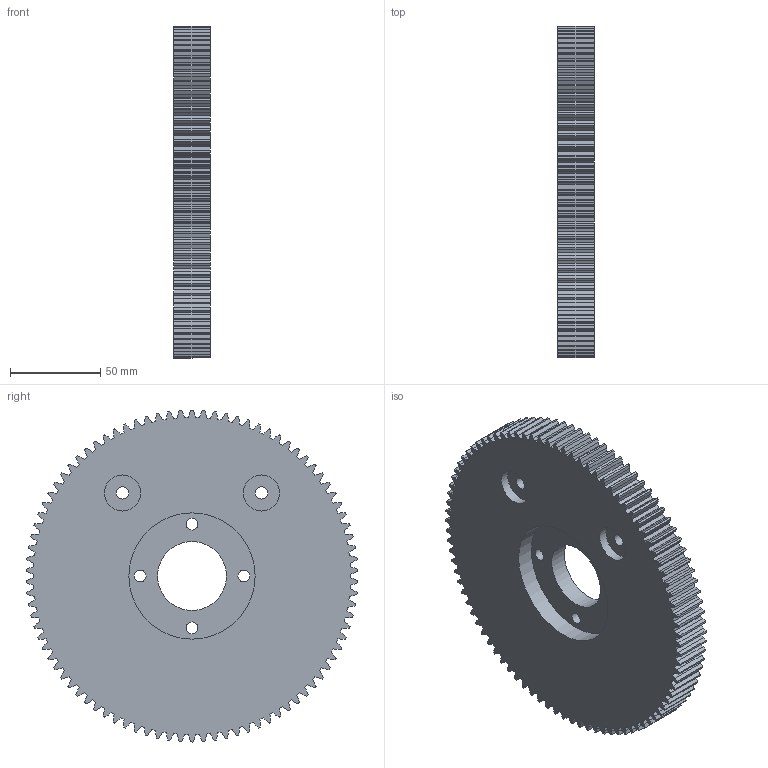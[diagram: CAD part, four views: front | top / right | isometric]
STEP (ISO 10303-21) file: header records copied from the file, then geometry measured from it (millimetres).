
FILE_DESCRIPTION(('STEP AP214'),'1');
FILE_NAME('BMR-010a PIGNON 90.step','2016-02-18T21:22:51',(' '),(' '),'Spatial InterOp 3D',' ',' ');
FILE_SCHEMA(('automotive_design'));
Length unit declared in the file: millimetre
Products named in the file (1): PIGNON 90 DENTS MODULE 2 EP 20
Bounding box: 20 x 183.92 x 184 mm (x, y, z)
Volume: 450501.5 mm3; surface area: 74564.9 mm2
Topology: 1 solids, 1 shells, 555 faces, 1655 edges, 1105 vertices
Faces by surface type: plane 365, cylinder 190
Full cylindrical faces by diameter (mm): 6.6 x4, 6.75 x2, 20 x2, 38.2 x1, 70 x1
Entity records: 23018 total; most frequent: CARTESIAN_POINT 3296, ORIENTED_EDGE 3280, DIRECTION 3132, EDGE_CURVE 1640, LINE 1260, VECTOR 1260, VERTEX_POINT 1100, AXIS2_PLACEMENT_3D 936
